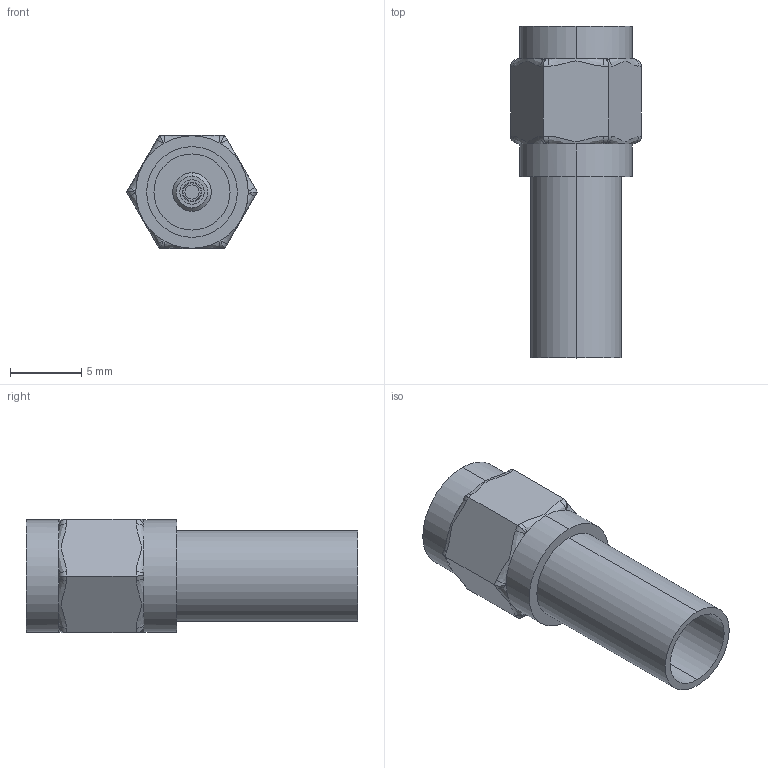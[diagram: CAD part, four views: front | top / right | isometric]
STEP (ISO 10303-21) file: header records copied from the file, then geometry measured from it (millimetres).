
FILE_DESCRIPTION (( 'STEP AP214' ), '1' );
FILE_NAME ('BAC03-G.STEP', '2006-08-02T12:35:54', ( 'L-COM' ), ( 'L-COM' ), 'SwSTEP 2.0', 'SolidWorks 2006004', '' );
FILE_SCHEMA (( 'AUTOMOTIVE_DESIGN' ));
Length unit declared in the file: inch
Products named in the file (4): BAC03-G-MA3; BAC03-G-MA4; BAC03-G
Assembly tree (3 placements, depth 2):
  BAC03-G
    BAC03-G
    BAC03-G-MA4
    BAC03-G-MA3
Bounding box: 9.15 x 23.24 x 7.92 mm (x, y, z)
Volume: 540.9 mm3; surface area: 1295.4 mm2
Topology: 3 solids, 3 shells, 105 faces, 230 edges, 140 vertices
Faces by surface type: cylinder 54, plane 33, bspline 12, cone 6
Entity records: 10532 total; most frequent: CARTESIAN_POINT 7873, DIRECTION 512, ORIENTED_EDGE 460, EDGE_CURVE 230, AXIS2_PLACEMENT_3D 211, VERTEX_POINT 140, EDGE_LOOP 120, CIRCLE 112
